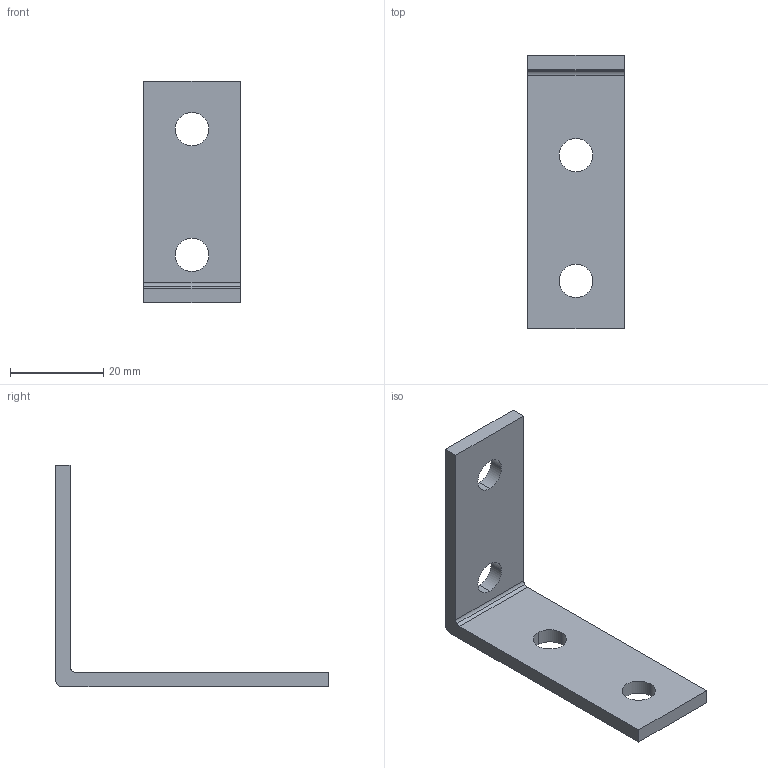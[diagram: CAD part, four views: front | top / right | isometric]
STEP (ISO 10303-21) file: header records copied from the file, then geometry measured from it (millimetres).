
FILE_DESCRIPTION(('TurboCAD Mac Pro'),'Build 980');
FILE_NAME('P6325.stp',' ',(''),(''),'ACIS Interop','IMSI','TurboCAD Mac Pro BY IMSI, INCORPORATED');
FILE_SCHEMA(('automotive_design'));
Length unit declared in the file: inch
Products named in the file (1): 1
Bounding box: 20.64 x 58.74 x 47.62 mm (x, y, z)
Volume: 6245.8 mm3; surface area: 4984.3 mm2
Topology: 1 solids, 1 shells, 28 faces, 78 edges, 52 vertices
Faces by surface type: bspline 16, plane 8, cylinder 4
Entity records: 1250 total; most frequent: CARTESIAN_POINT 367, ORIENTED_EDGE 156, DIRECTION 80, EDGE_CURVE 78, VERTEX_POINT 52, LINE 38, VECTOR 38, EDGE_LOOP 36
